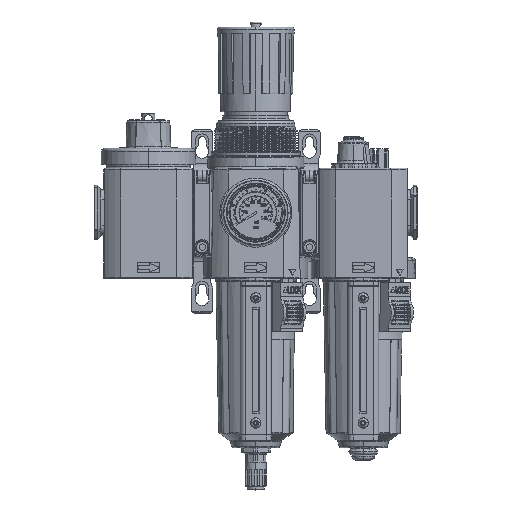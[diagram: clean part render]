
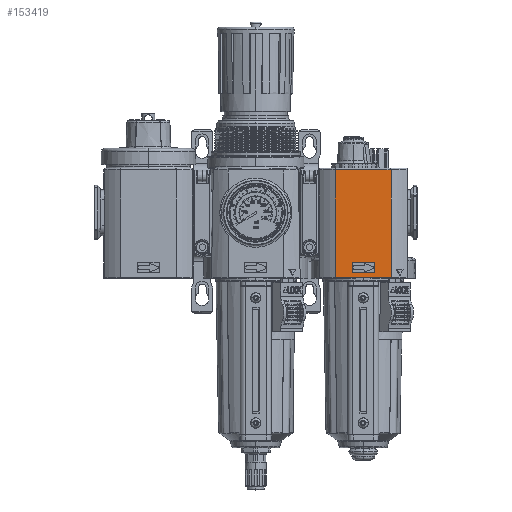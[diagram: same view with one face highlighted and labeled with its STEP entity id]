
A CAD part, top view. The second image highlights one B-rep face of the part: STEP entity #153419.
In plain terms, the highlighted planar face has unit normal (0, 0, 1).
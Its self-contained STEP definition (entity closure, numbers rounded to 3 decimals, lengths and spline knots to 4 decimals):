
#3223 = ORIENTED_EDGE ( 'NONE', *, *, #162996, .T. ) ;
#8282 = CIRCLE ( 'NONE', #17456, 0.0354 ) ;
#9822 = DIRECTION ( 'NONE',  ( -1., 0., 0. ) ) ;
#11199 = CARTESIAN_POINT ( 'NONE',  ( 5.262, 0.3724, 1.4173 ) ) ;
#12252 = VECTOR ( 'NONE', #9822, 39.3701 ) ;
#15926 = ORIENTED_EDGE ( 'NONE', *, *, #88781, .F. ) ;
#17456 = AXIS2_PLACEMENT_3D ( 'NONE', #11199, #173017, #71844 ) ;
#17483 = VERTEX_POINT ( 'NONE', #164352 ) ;
#18032 = CARTESIAN_POINT ( 'NONE',  ( 5.7616, 0.1634, 1.4173 ) ) ;
#18115 = EDGE_CURVE ( 'NONE', #162639, #76239, #94281, .T. ) ;
#18310 = ORIENTED_EDGE ( 'NONE', *, *, #80220, .F. ) ;
#20201 = CARTESIAN_POINT ( 'NONE',  ( 5.7616, 0.3724, 1.4173 ) ) ;
#21420 = AXIS2_PLACEMENT_3D ( 'NONE', #18032, #149040, #76819 ) ;
#22412 = VECTOR ( 'NONE', #151607, 39.3701 ) ;
#22635 = EDGE_CURVE ( 'NONE', #62260, #153112, #8282, .T. ) ;
#23263 = VERTEX_POINT ( 'NONE', #133226 ) ;
#23609 = DIRECTION ( 'NONE',  ( 1., 0., 0. ) ) ;
#29644 = VERTEX_POINT ( 'NONE', #72853 ) ;
#29945 = VERTEX_POINT ( 'NONE', #159330 ) ;
#31271 = CARTESIAN_POINT ( 'NONE',  ( 6.2249, 2.7756, 1.4173 ) ) ;
#41143 = CARTESIAN_POINT ( 'NONE',  ( 4.7987, 0.0098, 1.4173 ) ) ;
#42917 = LINE ( 'NONE', #46677, #123301 ) ;
#43814 = VERTEX_POINT ( 'NONE', #78546 ) ;
#44615 = VERTEX_POINT ( 'NONE', #41143 ) ;
#46677 = CARTESIAN_POINT ( 'NONE',  ( 5.2266, 2.7756, 1.4173 ) ) ;
#47550 = EDGE_CURVE ( 'NONE', #17483, #43814, #105589, .T. ) ;
#53605 = CARTESIAN_POINT ( 'NONE',  ( 5.7616, 0.128, 1.4173 ) ) ;
#56374 = AXIS2_PLACEMENT_3D ( 'NONE', #20201, #153119, #182026 ) ;
#58642 = EDGE_CURVE ( 'NONE', #17483, #153112, #182252, .T. ) ;
#62260 = VERTEX_POINT ( 'NONE', #161232 ) ;
#62582 = CARTESIAN_POINT ( 'NONE',  ( 5.262, 0.128, 1.4173 ) ) ;
#64406 = DIRECTION ( 'NONE',  ( 1., 0., 0. ) ) ;
#70336 = ORIENTED_EDGE ( 'NONE', *, *, #127192, .F. ) ;
#71844 = DIRECTION ( 'NONE',  ( 1., 0., 0. ) ) ;
#72853 = CARTESIAN_POINT ( 'NONE',  ( 6.2249, 2.7756, 1.4173 ) ) ;
#73347 = CARTESIAN_POINT ( 'NONE',  ( 4.7987, 0., 1.4173 ) ) ;
#74104 = CIRCLE ( 'NONE', #169364, 0.0354 ) ;
#74165 = PLANE ( 'NONE',  #80421 ) ;
#76239 = VERTEX_POINT ( 'NONE', #53605 ) ;
#76819 = DIRECTION ( 'NONE',  ( 1., 0., 0. ) ) ;
#78062 = DIRECTION ( 'NONE',  ( 0., 1., 0. ) ) ;
#78546 = CARTESIAN_POINT ( 'NONE',  ( 5.797, 0.3724, 1.4173 ) ) ;
#80220 = EDGE_CURVE ( 'NONE', #29945, #29644, #155592, .T. ) ;
#80421 = AXIS2_PLACEMENT_3D ( 'NONE', #134793, #147338, #121262 ) ;
#81460 = EDGE_CURVE ( 'NONE', #162639, #23263, #74104, .T. ) ;
#84840 = DIRECTION ( 'NONE',  ( 0., 0., -1. ) ) ;
#84862 = ORIENTED_EDGE ( 'NONE', *, *, #47550, .T. ) ;
#85709 = EDGE_LOOP ( 'NONE', ( #149175, #15926, #178362, #18310 ) ) ;
#88781 = EDGE_CURVE ( 'NONE', #101018, #44615, #122728, .T. ) ;
#89712 = LINE ( 'NONE', #73347, #157851 ) ;
#92629 = CARTESIAN_POINT ( 'NONE',  ( 5.262, 0.4079, 1.4173 ) ) ;
#94281 = LINE ( 'NONE', #109658, #126966 ) ;
#99279 = CARTESIAN_POINT ( 'NONE',  ( 5.262, 0.1634, 1.4173 ) ) ;
#99483 = CARTESIAN_POINT ( 'NONE',  ( 5.797, 0.1634, 1.4173 ) ) ;
#101018 = VERTEX_POINT ( 'NONE', #117584 ) ;
#101491 = EDGE_CURVE ( 'NONE', #29644, #101018, #106374, .T. ) ;
#103204 = DIRECTION ( 'NONE',  ( 0., 1., 0. ) ) ;
#104493 = CIRCLE ( 'NONE', #21420, 0.0354 ) ;
#105589 = CIRCLE ( 'NONE', #56374, 0.0354 ) ;
#106374 = LINE ( 'NONE', #31271, #22412 ) ;
#106799 = VERTEX_POINT ( 'NONE', #99483 ) ;
#109658 = CARTESIAN_POINT ( 'NONE',  ( 7.0866, 0.128, 1.4173 ) ) ;
#117584 = CARTESIAN_POINT ( 'NONE',  ( 6.2249, 0.0098, 1.4173 ) ) ;
#118452 = FACE_OUTER_BOUND ( 'NONE', #85709, .T. ) ;
#119780 = EDGE_CURVE ( 'NONE', #44615, #29945, #89712, .T. ) ;
#121262 = DIRECTION ( 'NONE',  ( -1., 0., 0. ) ) ;
#121381 = CARTESIAN_POINT ( 'NONE',  ( 5.797, 2.7756, 1.4173 ) ) ;
#122728 = LINE ( 'NONE', #155438, #124000 ) ;
#123301 = VECTOR ( 'NONE', #151633, 39.3701 ) ;
#124000 = VECTOR ( 'NONE', #126548, 39.3701 ) ;
#126548 = DIRECTION ( 'NONE',  ( -1., 0., 0. ) ) ;
#126966 = VECTOR ( 'NONE', #64406, 39.3701 ) ;
#127192 = EDGE_CURVE ( 'NONE', #106799, #43814, #136789, .T. ) ;
#130248 = EDGE_CURVE ( 'NONE', #62260, #23263, #42917, .T. ) ;
#132903 = ORIENTED_EDGE ( 'NONE', *, *, #22635, .T. ) ;
#133226 = CARTESIAN_POINT ( 'NONE',  ( 5.2266, 0.1634, 1.4173 ) ) ;
#134793 = CARTESIAN_POINT ( 'NONE',  ( 7.0866, 2.7756, 1.4173 ) ) ;
#136789 = LINE ( 'NONE', #121381, #165792 ) ;
#142228 = ORIENTED_EDGE ( 'NONE', *, *, #58642, .F. ) ;
#144759 = ORIENTED_EDGE ( 'NONE', *, *, #130248, .F. ) ;
#147338 = DIRECTION ( 'NONE',  ( 0., 0., -1. ) ) ;
#149040 = DIRECTION ( 'NONE',  ( 0., 0., -1. ) ) ;
#149175 = ORIENTED_EDGE ( 'NONE', *, *, #119780, .F. ) ;
#151607 = DIRECTION ( 'NONE',  ( 0., -1., 0. ) ) ;
#151633 = DIRECTION ( 'NONE',  ( 0., -1., 0. ) ) ;
#153112 = VERTEX_POINT ( 'NONE', #92629 ) ;
#153119 = DIRECTION ( 'NONE',  ( 0., 0., -1. ) ) ;
#153419 = ADVANCED_FACE ( 'NONE', ( #118452, #164636 ), #74165, .F. ) ;
#155438 = CARTESIAN_POINT ( 'NONE',  ( 7.0866, 0.0098, 1.4173 ) ) ;
#155592 = LINE ( 'NONE', #188310, #184801 ) ;
#157851 = VECTOR ( 'NONE', #103204, 39.3701 ) ;
#159330 = CARTESIAN_POINT ( 'NONE',  ( 4.7987, 2.7756, 1.4173 ) ) ;
#159426 = ORIENTED_EDGE ( 'NONE', *, *, #18115, .F. ) ;
#161232 = CARTESIAN_POINT ( 'NONE',  ( 5.2266, 0.3724, 1.4173 ) ) ;
#162639 = VERTEX_POINT ( 'NONE', #62582 ) ;
#162996 = EDGE_CURVE ( 'NONE', #106799, #76239, #104493, .T. ) ;
#164352 = CARTESIAN_POINT ( 'NONE',  ( 5.7616, 0.4079, 1.4173 ) ) ;
#164636 = FACE_BOUND ( 'NONE', #173698, .T. ) ;
#164701 = ORIENTED_EDGE ( 'NONE', *, *, #81460, .T. ) ;
#165792 = VECTOR ( 'NONE', #78062, 39.3701 ) ;
#169364 = AXIS2_PLACEMENT_3D ( 'NONE', #99279, #84840, #187905 ) ;
#173017 = DIRECTION ( 'NONE',  ( 0., 0., -1. ) ) ;
#173698 = EDGE_LOOP ( 'NONE', ( #132903, #142228, #84862, #70336, #3223, #159426, #164701, #144759 ) ) ;
#178362 = ORIENTED_EDGE ( 'NONE', *, *, #101491, .F. ) ;
#182026 = DIRECTION ( 'NONE',  ( 1., 0., 0. ) ) ;
#182252 = LINE ( 'NONE', #185130, #12252 ) ;
#184801 = VECTOR ( 'NONE', #23609, 39.3701 ) ;
#185130 = CARTESIAN_POINT ( 'NONE',  ( 7.0866, 0.4079, 1.4173 ) ) ;
#187905 = DIRECTION ( 'NONE',  ( 1., 0., 0. ) ) ;
#188310 = CARTESIAN_POINT ( 'NONE',  ( 7.0866, 2.7756, 1.4173 ) ) ;
